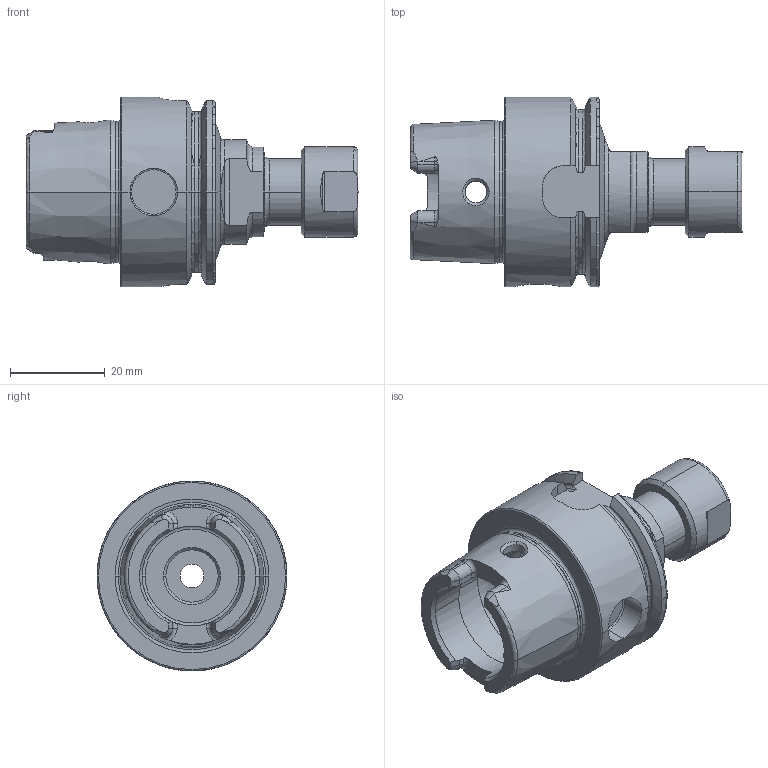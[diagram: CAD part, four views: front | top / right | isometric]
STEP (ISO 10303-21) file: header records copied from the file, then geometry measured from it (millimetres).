
FILE_DESCRIPTION (( 'STEP AP214' ), '1' );
FILE_NAME ('HA4.E12.So1.050.STEP', '2024-08-13T07:35:05', ( '' ), ( '' ), 'SwSTEP 2.0', 'SolidWorks 2022', '' );
FILE_SCHEMA (( 'AUTOMOTIVE_DESIGN' ));
Length unit declared in the file: millimetre
Products named in the file (3): HA4.E12.So1.050; HA4-E12.So1.050_A; E12-ER1.001.012_A
Assembly tree (2 placements, depth 2):
  HA4.E12.So1.050
    HA4-E12.So1.050_A
    E12-ER1.001.012_A
Bounding box: 69.9 x 40 x 40 mm (x, y, z)
Volume: 30436 mm3; surface area: 12817 mm2
Topology: 2 solids, 2 shells, 227 faces, 573 edges, 354 vertices
Faces by surface type: cylinder 68, plane 56, torus 52, cone 47, bspline 4
Entity records: 8175 total; most frequent: CARTESIAN_POINT 2629, ORIENTED_EDGE 1146, DIRECTION 1129, EDGE_CURVE 573, AXIS2_PLACEMENT_3D 470, VERTEX_POINT 354, CIRCLE 242, EDGE_LOOP 239
